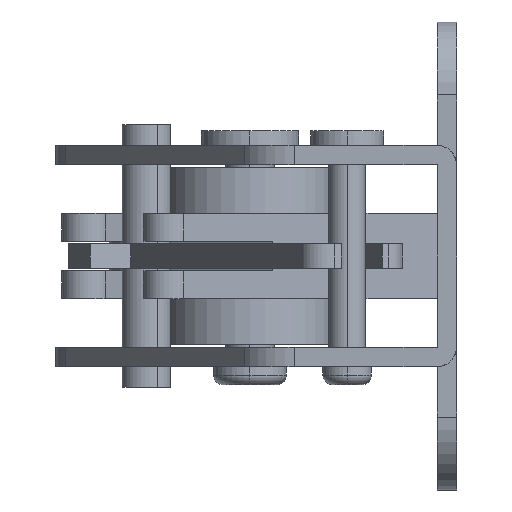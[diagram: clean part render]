
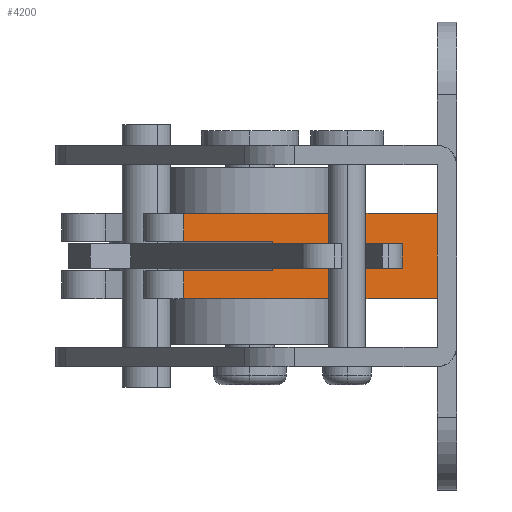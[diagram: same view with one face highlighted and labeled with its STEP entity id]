
A CAD part, left-side view. The second image highlights one B-rep face of the part: STEP entity #4200.
In plain terms, the highlighted face is planar.
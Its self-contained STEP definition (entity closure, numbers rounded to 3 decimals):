
#95 = LINE ( 'NONE', #1220, #4282 ) ;
#270 = LINE ( 'NONE', #3330, #5414 ) ;
#375 = LINE ( 'NONE', #2872, #5495 ) ;
#1092 = FACE_OUTER_BOUND ( 'NONE', #1764, .T. ) ;
#1114 = LINE ( 'NONE', #2398, #5788 ) ;
#1115 = LINE ( 'NONE', #2400, #5790 ) ;
#1116 = LINE ( 'NONE', #2402, #5791 ) ;
#1117 = LINE ( 'NONE', #2404, #5792 ) ;
#1118 = LINE ( 'NONE', #2406, #5793 ) ;
#1220 = CARTESIAN_POINT ( 'NONE',  ( 18.175, 5.45, 3.5 ) ) ;
#1221 = DIRECTION ( 'NONE',  ( 0.675, 0.738, 0. ) ) ;
#1710 = ORIENTED_EDGE ( 'NONE', *, *, #4790, .T. ) ;
#1711 = ORIENTED_EDGE ( 'NONE', *, *, #4388, .F. ) ;
#1712 = ORIENTED_EDGE ( 'NONE', *, *, #4219, .T. ) ;
#1764 = EDGE_LOOP ( 'NONE', ( #1711, #1712, #1710, #5156, #5158, #5157, #5159, #5160 ) ) ;
#2154 = VERTEX_POINT ( 'NONE', #3811 ) ;
#2167 = VERTEX_POINT ( 'NONE', #3824 ) ;
#2172 = VERTEX_POINT ( 'NONE', #3829 ) ;
#2173 = VERTEX_POINT ( 'NONE', #3830 ) ;
#2181 = VERTEX_POINT ( 'NONE', #3838 ) ;
#2352 = PLANE ( 'NONE',  #5771 ) ;
#2353 = CARTESIAN_POINT ( 'NONE',  ( 18.175, 5.45, 3.5 ) ) ;
#2354 = DIRECTION ( 'NONE',  ( -0.738, 0.675, 0. ) ) ;
#2355 = DIRECTION ( 'NONE',  ( -0.675, -0.738, 0. ) ) ;
#2398 = CARTESIAN_POINT ( 'NONE',  ( 18.175, 5.45, 1.2 ) ) ;
#2399 = DIRECTION ( 'NONE',  ( -0.675, -0.738, 0. ) ) ;
#2400 = CARTESIAN_POINT ( 'NONE',  ( 11.473, -1.873, 3.5 ) ) ;
#2401 = DIRECTION ( 'NONE',  ( 0., 0., 1. ) ) ;
#2402 = CARTESIAN_POINT ( 'NONE',  ( 18.175, 5.45, -1.2 ) ) ;
#2403 = DIRECTION ( 'NONE',  ( -0.675, -0.738, 0. ) ) ;
#2404 = CARTESIAN_POINT ( 'NONE',  ( 18.175, 5.45, 3.5 ) ) ;
#2405 = DIRECTION ( 'NONE',  ( 0., 0., -1. ) ) ;
#2406 = CARTESIAN_POINT ( 'NONE',  ( -0.908, -15.4, 3.5 ) ) ;
#2407 = DIRECTION ( 'NONE',  ( 0., 0., -1. ) ) ;
#2872 = CARTESIAN_POINT ( 'NONE',  ( 18.175, 5.45, 3.5 ) ) ;
#2873 = DIRECTION ( 'NONE',  ( 0., 0., -1. ) ) ;
#3330 = CARTESIAN_POINT ( 'NONE',  ( 18.175, 5.45, -3.5 ) ) ;
#3331 = DIRECTION ( 'NONE',  ( 0.675, 0.738, 0. ) ) ;
#3337 = CARTESIAN_POINT ( 'NONE',  ( 18.175, 5.45, -1.2 ) ) ;
#3338 = CARTESIAN_POINT ( 'NONE',  ( 11.473, -1.873, -1.2 ) ) ;
#3339 = CARTESIAN_POINT ( 'NONE',  ( 11.473, -1.873, 1.2 ) ) ;
#3811 = CARTESIAN_POINT ( 'NONE',  ( -0.908, -15.4, -3.5 ) ) ;
#3824 = CARTESIAN_POINT ( 'NONE',  ( -0.908, -15.4, 3.5 ) ) ;
#3829 = CARTESIAN_POINT ( 'NONE',  ( 18.175, 5.45, -3.5 ) ) ;
#3830 = CARTESIAN_POINT ( 'NONE',  ( 18.175, 5.45, 1.2 ) ) ;
#3838 = CARTESIAN_POINT ( 'NONE',  ( 18.175, 5.45, 3.5 ) ) ;
#4200 = ADVANCED_FACE ( 'NONE', ( #1092 ), #2352, .F. ) ;
#4215 = EDGE_CURVE ( 'NONE', #2173, #5066, #1114, .T. ) ;
#4216 = EDGE_CURVE ( 'NONE', #5065, #5066, #1115, .T. ) ;
#4217 = EDGE_CURVE ( 'NONE', #5064, #5065, #1116, .T. ) ;
#4218 = EDGE_CURVE ( 'NONE', #5064, #2172, #1117, .T. ) ;
#4219 = EDGE_CURVE ( 'NONE', #2167, #2154, #1118, .T. ) ;
#4282 = VECTOR ( 'NONE', #1221, 1000. ) ;
#4388 = EDGE_CURVE ( 'NONE', #2167, #2181, #95, .T. ) ;
#4790 = EDGE_CURVE ( 'NONE', #2154, #2172, #270, .T. ) ;
#5064 = VERTEX_POINT ( 'NONE', #3337 ) ;
#5065 = VERTEX_POINT ( 'NONE', #3338 ) ;
#5066 = VERTEX_POINT ( 'NONE', #3339 ) ;
#5156 = ORIENTED_EDGE ( 'NONE', *, *, #4218, .F. ) ;
#5157 = ORIENTED_EDGE ( 'NONE', *, *, #4216, .T. ) ;
#5158 = ORIENTED_EDGE ( 'NONE', *, *, #4217, .T. ) ;
#5159 = ORIENTED_EDGE ( 'NONE', *, *, #4215, .F. ) ;
#5160 = ORIENTED_EDGE ( 'NONE', *, *, #5915, .F. ) ;
#5414 = VECTOR ( 'NONE', #3331, 1000. ) ;
#5495 = VECTOR ( 'NONE', #2873, 1000. ) ;
#5771 = AXIS2_PLACEMENT_3D ( 'NONE', #2353, #2354, #2355 ) ;
#5788 = VECTOR ( 'NONE', #2399, 1000. ) ;
#5790 = VECTOR ( 'NONE', #2401, 1000. ) ;
#5791 = VECTOR ( 'NONE', #2403, 1000. ) ;
#5792 = VECTOR ( 'NONE', #2405, 1000. ) ;
#5793 = VECTOR ( 'NONE', #2407, 1000. ) ;
#5915 = EDGE_CURVE ( 'NONE', #2181, #2173, #375, .T. ) ;
